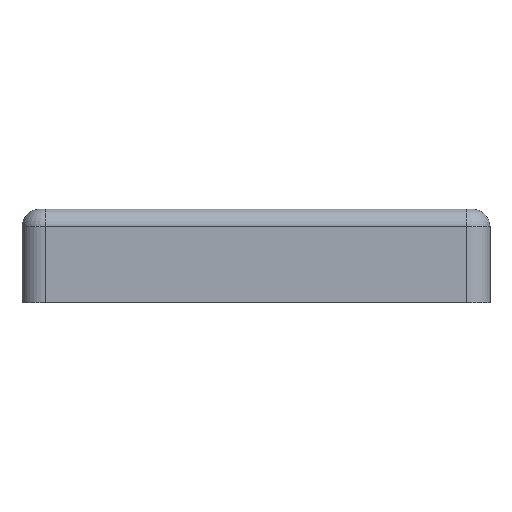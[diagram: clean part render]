
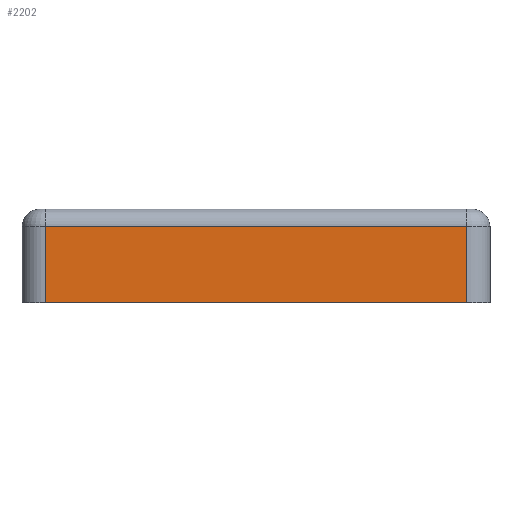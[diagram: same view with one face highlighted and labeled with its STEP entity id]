
A CAD part, left-side view. The second image highlights one B-rep face of the part: STEP entity #2202.
In plain terms, the highlighted planar face has unit normal (-1, 0, 0).
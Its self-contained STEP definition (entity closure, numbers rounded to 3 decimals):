
#109 = EDGE_CURVE ( 'NONE', #1056, #3721, #4539, .T. ) ;
#460 = ORIENTED_EDGE ( 'NONE', *, *, #1989, .T. ) ;
#485 = EDGE_CURVE ( 'NONE', #679, #1056, #5235, .T. ) ;
#679 = VERTEX_POINT ( 'NONE', #7125 ) ;
#771 = VECTOR ( 'NONE', #4471, 1000. ) ;
#1056 = VERTEX_POINT ( 'NONE', #2830 ) ;
#1074 = CARTESIAN_POINT ( 'NONE',  ( -40., -36., 13. ) ) ;
#1103 = LINE ( 'NONE', #1964, #6796 ) ;
#1299 = VERTEX_POINT ( 'NONE', #1074 ) ;
#1507 = DIRECTION ( 'NONE',  ( 0., -1., 0. ) ) ;
#1532 = DIRECTION ( 'NONE',  ( 0., 0., -1. ) ) ;
#1559 = EDGE_LOOP ( 'NONE', ( #4580, #460, #5960, #4560 ) ) ;
#1572 = DIRECTION ( 'NONE',  ( 1., 0., 0. ) ) ;
#1639 = CARTESIAN_POINT ( 'NONE',  ( -40., -40., 16. ) ) ;
#1655 = PLANE ( 'NONE',  #2820 ) ;
#1876 = DIRECTION ( 'NONE',  ( 0., 0., 1. ) ) ;
#1900 = CARTESIAN_POINT ( 'NONE',  ( -40., -36., 0. ) ) ;
#1964 = CARTESIAN_POINT ( 'NONE',  ( -40., -36., 16. ) ) ;
#1973 = CARTESIAN_POINT ( 'NONE',  ( -40., -40., 0. ) ) ;
#1989 = EDGE_CURVE ( 'NONE', #1299, #679, #4778, .T. ) ;
#2202 = ADVANCED_FACE ( 'NONE', ( #3536 ), #1655, .F. ) ;
#2820 = AXIS2_PLACEMENT_3D ( 'NONE', #1639, #1572, #1532 ) ;
#2830 = CARTESIAN_POINT ( 'NONE',  ( -40., 36., 0. ) ) ;
#3019 = VECTOR ( 'NONE', #1507, 1000. ) ;
#3147 = EDGE_CURVE ( 'NONE', #3721, #1299, #1103, .T. ) ;
#3536 = FACE_OUTER_BOUND ( 'NONE', #1559, .T. ) ;
#3721 = VERTEX_POINT ( 'NONE', #1900 ) ;
#3843 = DIRECTION ( 'NONE',  ( 0., 0., -1. ) ) ;
#4452 = CARTESIAN_POINT ( 'NONE',  ( -40., 36., 13. ) ) ;
#4471 = DIRECTION ( 'NONE',  ( 0., 1., 0. ) ) ;
#4482 = CARTESIAN_POINT ( 'NONE',  ( -40., 36., 16. ) ) ;
#4539 = LINE ( 'NONE', #1973, #3019 ) ;
#4560 = ORIENTED_EDGE ( 'NONE', *, *, #109, .T. ) ;
#4580 = ORIENTED_EDGE ( 'NONE', *, *, #3147, .T. ) ;
#4778 = LINE ( 'NONE', #4452, #771 ) ;
#5064 = VECTOR ( 'NONE', #3843, 1000. ) ;
#5235 = LINE ( 'NONE', #4482, #5064 ) ;
#5960 = ORIENTED_EDGE ( 'NONE', *, *, #485, .T. ) ;
#6796 = VECTOR ( 'NONE', #1876, 1000. ) ;
#7125 = CARTESIAN_POINT ( 'NONE',  ( -40., 36., 13. ) ) ;
